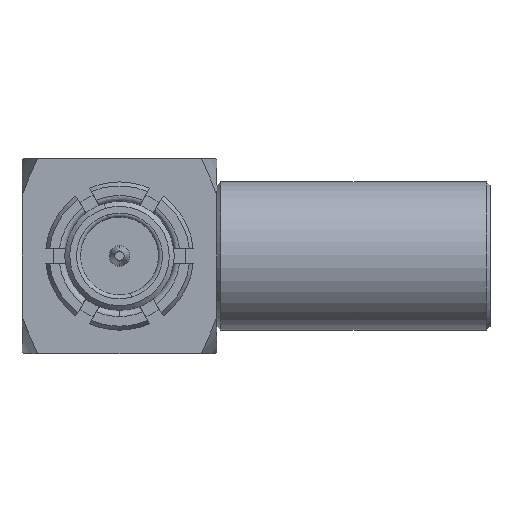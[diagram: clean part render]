
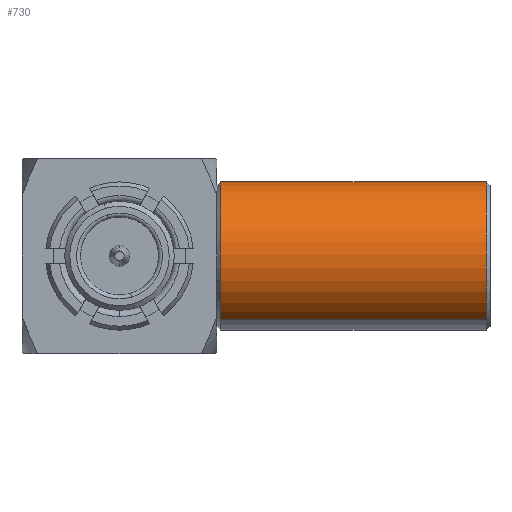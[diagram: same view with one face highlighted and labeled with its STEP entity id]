
A CAD part, left-side view. The second image highlights one B-rep face of the part: STEP entity #730.
In plain terms, the highlighted cylindrical face has radius 1.9 mm (diameter 3.8 mm), a partial arc.
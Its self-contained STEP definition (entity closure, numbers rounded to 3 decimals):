
#140 = VERTEX_POINT ( 'NONE', #2128 ) ;
#385 = CARTESIAN_POINT ( 'NONE',  ( 6.1, -2.6, 0. ) ) ;
#446 = EDGE_CURVE ( 'NONE', #4088, #140, #4239, .T. ) ;
#730 = ADVANCED_FACE ( 'NONE', ( #4979 ), #5785, .T. ) ;
#856 = CARTESIAN_POINT ( 'NONE',  ( 7.068, -9.4, 1.635 ) ) ;
#959 = DIRECTION ( 'NONE',  ( 0.51, 0., 0.86 ) ) ;
#1039 = AXIS2_PLACEMENT_3D ( 'NONE', #385, #4333, #959 ) ;
#1564 = DIRECTION ( 'NONE',  ( 0., -1., 0. ) ) ;
#1758 = AXIS2_PLACEMENT_3D ( 'NONE', #6313, #4044, #2918 ) ;
#1864 = AXIS2_PLACEMENT_3D ( 'NONE', #5392, #2018, #5956 ) ;
#1924 = EDGE_CURVE ( 'NONE', #4982, #4716, #2489, .T. ) ;
#2018 = DIRECTION ( 'NONE',  ( 0., 1., 0. ) ) ;
#2128 = CARTESIAN_POINT ( 'NONE',  ( 5.132, -2.6, -1.635 ) ) ;
#2489 = CIRCLE ( 'NONE', #1864, 1.9 ) ;
#2918 = DIRECTION ( 'NONE',  ( 0.51, 0., 0.86 ) ) ;
#2998 = ORIENTED_EDGE ( 'NONE', *, *, #446, .T. ) ;
#3041 = EDGE_CURVE ( 'NONE', #4088, #4716, #3778, .T. ) ;
#3248 = EDGE_CURVE ( 'NONE', #140, #4982, #6506, .T. ) ;
#3364 = CARTESIAN_POINT ( 'NONE',  ( 7.068, -2.6, 1.635 ) ) ;
#3727 = ORIENTED_EDGE ( 'NONE', *, *, #3248, .T. ) ;
#3778 = LINE ( 'NONE', #4947, #6810 ) ;
#4044 = DIRECTION ( 'NONE',  ( 0., -1., 0. ) ) ;
#4088 = VERTEX_POINT ( 'NONE', #3364 ) ;
#4239 = CIRCLE ( 'NONE', #1039, 1.9 ) ;
#4333 = DIRECTION ( 'NONE',  ( 0., -1., 0. ) ) ;
#4382 = ORIENTED_EDGE ( 'NONE', *, *, #1924, .T. ) ;
#4405 = CARTESIAN_POINT ( 'NONE',  ( 5.132, -10.097, -1.635 ) ) ;
#4716 = VERTEX_POINT ( 'NONE', #856 ) ;
#4947 = CARTESIAN_POINT ( 'NONE',  ( 7.068, -10.097, 1.635 ) ) ;
#4979 = FACE_OUTER_BOUND ( 'NONE', #5556, .T. ) ;
#4982 = VERTEX_POINT ( 'NONE', #5563 ) ;
#4995 = VECTOR ( 'NONE', #6109, 1000. ) ;
#5392 = CARTESIAN_POINT ( 'NONE',  ( 6.1, -9.4, 0. ) ) ;
#5556 = EDGE_LOOP ( 'NONE', ( #2998, #3727, #4382, #6244 ) ) ;
#5563 = CARTESIAN_POINT ( 'NONE',  ( 5.132, -9.4, -1.635 ) ) ;
#5785 = CYLINDRICAL_SURFACE ( 'NONE', #1758, 1.9 ) ;
#5956 = DIRECTION ( 'NONE',  ( -0.51, 0., -0.86 ) ) ;
#6109 = DIRECTION ( 'NONE',  ( 0., -1., 0. ) ) ;
#6244 = ORIENTED_EDGE ( 'NONE', *, *, #3041, .F. ) ;
#6313 = CARTESIAN_POINT ( 'NONE',  ( 6.1, -10.097, 0. ) ) ;
#6506 = LINE ( 'NONE', #4405, #4995 ) ;
#6810 = VECTOR ( 'NONE', #1564, 1000. ) ;
